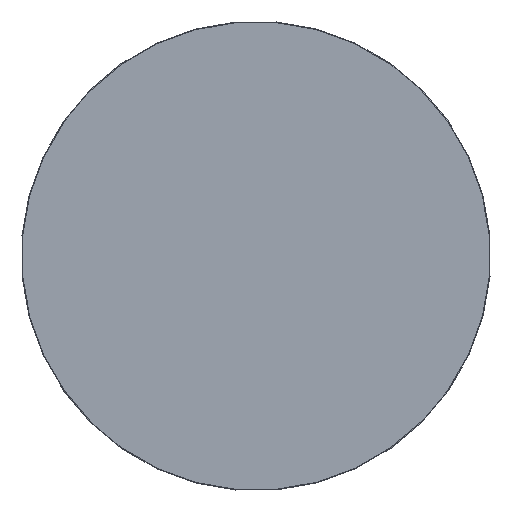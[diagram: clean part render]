
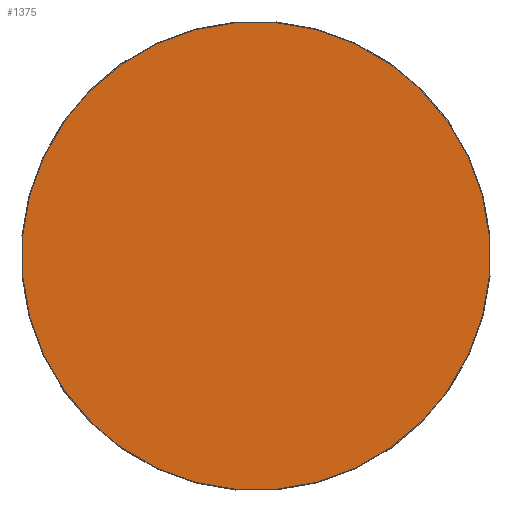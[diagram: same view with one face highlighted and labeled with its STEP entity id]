
A CAD part, front view. The second image highlights one B-rep face of the part: STEP entity #1375.
In plain terms, the highlighted planar face has unit normal (0, -1, 0).
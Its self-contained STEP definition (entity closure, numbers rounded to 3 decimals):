
#185=PLANE('',#1543);
#270=FACE_OUTER_BOUND('',#354,.T.);
#354=EDGE_LOOP('',(#1208,#1209));
#539=CIRCLE('',#1538,79.524);
#540=CIRCLE('',#1539,79.524);
#677=VERTEX_POINT('',#6384);
#678=VERTEX_POINT('',#6385);
#861=EDGE_CURVE('',#677,#678,#539,.T.);
#862=EDGE_CURVE('',#678,#677,#540,.T.);
#1208=ORIENTED_EDGE('',*,*,#861,.T.);
#1209=ORIENTED_EDGE('',*,*,#862,.T.);
#1375=ADVANCED_FACE('',(#270),#185,.T.);
#1538=AXIS2_PLACEMENT_3D('',#6386,#1863,#1864);
#1539=AXIS2_PLACEMENT_3D('',#6387,#1865,#1866);
#1543=AXIS2_PLACEMENT_3D('',#6393,#1873,#1874);
#1863=DIRECTION('center_axis',(0.,-1.,0.));
#1864=DIRECTION('ref_axis',(0.089,0.,-0.996));
#1865=DIRECTION('center_axis',(0.,-1.,0.));
#1866=DIRECTION('ref_axis',(0.089,0.,-0.996));
#1873=DIRECTION('center_axis',(0.,-1.,0.));
#1874=DIRECTION('ref_axis',(-0.996,0.,-0.089));
#6384=CARTESIAN_POINT('',(7.084,0.,-79.208));
#6385=CARTESIAN_POINT('',(79.208,0.,7.084));
#6386=CARTESIAN_POINT('Origin',(0.,0.,
0.));
#6387=CARTESIAN_POINT('Origin',(0.,0.,
0.));
#6393=CARTESIAN_POINT('Origin',(0.,0.,
0.));
